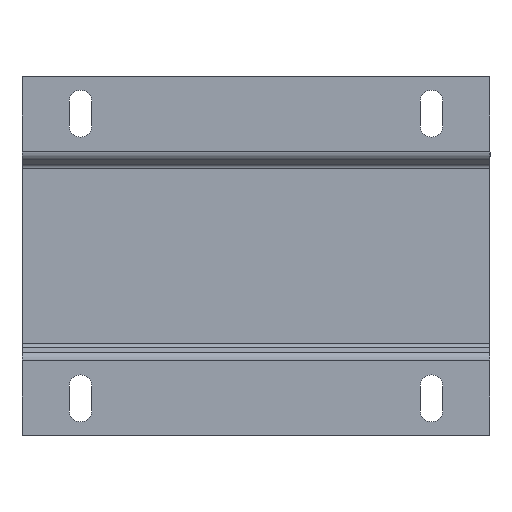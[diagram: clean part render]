
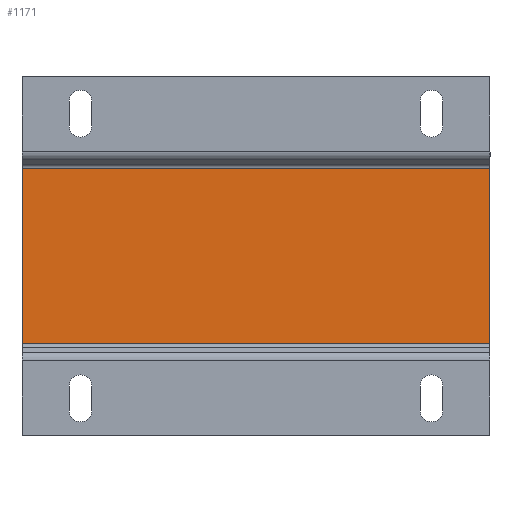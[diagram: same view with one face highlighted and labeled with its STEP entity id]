
A CAD part, front view. The second image highlights one B-rep face of the part: STEP entity #1171.
In plain terms, the highlighted planar face has unit normal (0, -1, 0).
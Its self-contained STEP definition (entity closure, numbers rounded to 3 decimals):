
#150 = VECTOR ( 'NONE', #1514, 1000. ) ;
#186 = CARTESIAN_POINT ( 'NONE',  ( 60., -51.5, 46. ) ) ;
#869 = ORIENTED_EDGE ( 'NONE', *, *, #1502, .T. ) ;
#1157 = VECTOR ( 'NONE', #3774, 1000. ) ;
#1171 = ADVANCED_FACE ( 'NONE', ( #1248 ), #7840, .F. ) ;
#1248 = FACE_OUTER_BOUND ( 'NONE', #2353, .T. ) ;
#1502 = EDGE_CURVE ( 'NONE', #7551, #3886, #7323, .T. ) ;
#1514 = DIRECTION ( 'NONE',  ( 0., 0., -1. ) ) ;
#1652 = LINE ( 'NONE', #2300, #2043 ) ;
#1940 = EDGE_CURVE ( 'NONE', #6858, #3886, #1652, .T. ) ;
#2043 = VECTOR ( 'NONE', #4752, 1000. ) ;
#2300 = CARTESIAN_POINT ( 'NONE',  ( -60., -51.5, 46. ) ) ;
#2353 = EDGE_LOOP ( 'NONE', ( #8059, #4357, #869, #3329 ) ) ;
#2447 = CARTESIAN_POINT ( 'NONE',  ( 60., -51.5, -22.5 ) ) ;
#2899 = LINE ( 'NONE', #186, #150 ) ;
#2939 = CARTESIAN_POINT ( 'NONE',  ( 0., -51.5, 22.5 ) ) ;
#3329 = ORIENTED_EDGE ( 'NONE', *, *, #1940, .F. ) ;
#3407 = CARTESIAN_POINT ( 'NONE',  ( 0., -51.5, 0. ) ) ;
#3438 = CARTESIAN_POINT ( 'NONE',  ( 60., -51.5, 22.5 ) ) ;
#3774 = DIRECTION ( 'NONE',  ( -1., 0., 0. ) ) ;
#3886 = VERTEX_POINT ( 'NONE', #6545 ) ;
#4027 = DIRECTION ( 'NONE',  ( 0., 1., 0. ) ) ;
#4357 = ORIENTED_EDGE ( 'NONE', *, *, #5519, .F. ) ;
#4508 = CARTESIAN_POINT ( 'NONE',  ( -60., -51.5, -22.5 ) ) ;
#4644 = DIRECTION ( 'NONE',  ( 1., 0., 0. ) ) ;
#4752 = DIRECTION ( 'NONE',  ( 0., 0., 1. ) ) ;
#5217 = VECTOR ( 'NONE', #8214, 1000. ) ;
#5338 = LINE ( 'NONE', #6405, #1157 ) ;
#5519 = EDGE_CURVE ( 'NONE', #7551, #6758, #2899, .T. ) ;
#6184 = EDGE_CURVE ( 'NONE', #6758, #6858, #5338, .T. ) ;
#6405 = CARTESIAN_POINT ( 'NONE',  ( 0., -51.5, -22.5 ) ) ;
#6545 = CARTESIAN_POINT ( 'NONE',  ( -60., -51.5, 22.5 ) ) ;
#6758 = VERTEX_POINT ( 'NONE', #2447 ) ;
#6858 = VERTEX_POINT ( 'NONE', #4508 ) ;
#7323 = LINE ( 'NONE', #2939, #5217 ) ;
#7551 = VERTEX_POINT ( 'NONE', #3438 ) ;
#7741 = AXIS2_PLACEMENT_3D ( 'NONE', #3407, #4027, #4644 ) ;
#7840 = PLANE ( 'NONE',  #7741 ) ;
#8059 = ORIENTED_EDGE ( 'NONE', *, *, #6184, .F. ) ;
#8214 = DIRECTION ( 'NONE',  ( -1., 0., 0. ) ) ;
